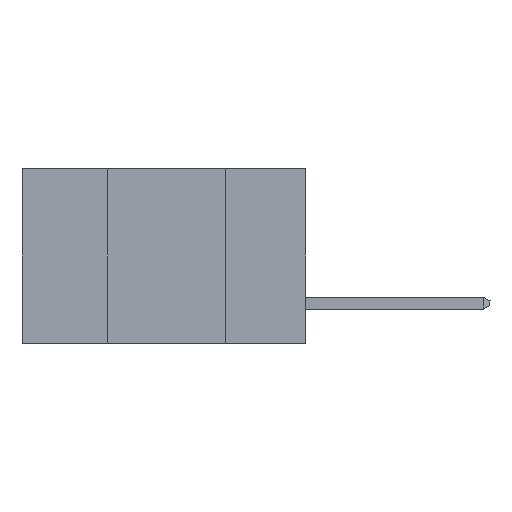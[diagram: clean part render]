
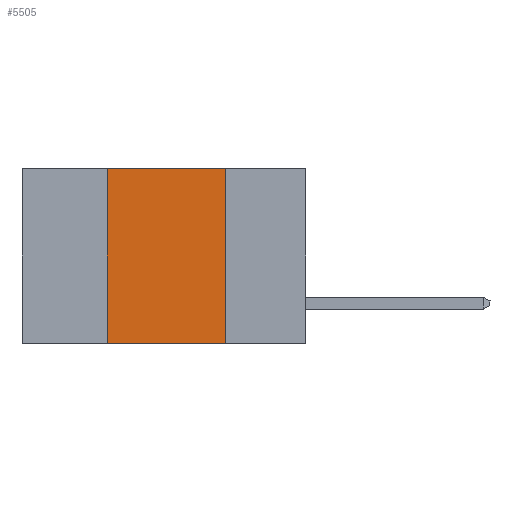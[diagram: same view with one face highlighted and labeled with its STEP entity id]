
A CAD part, left-side view. The second image highlights one B-rep face of the part: STEP entity #5505.
In plain terms, the highlighted planar face has unit normal (-1, 0, 0).
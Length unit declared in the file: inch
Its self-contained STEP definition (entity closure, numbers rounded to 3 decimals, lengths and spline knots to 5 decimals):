
#130 = CARTESIAN_POINT ( 'NONE',  ( 0., 0.17, -0.37 ) ) ;
#239 = LINE ( 'NONE', #8417, #11671 ) ;
#274 = LINE ( 'NONE', #13558, #5562 ) ;
#334 = DIRECTION ( 'NONE',  ( 0., 0., -1. ) ) ;
#907 = VECTOR ( 'NONE', #11284, 39.37008 ) ;
#982 = ORIENTED_EDGE ( 'NONE', *, *, #7818, .T. ) ;
#1481 = CARTESIAN_POINT ( 'NONE',  ( 0., 0.6, -0.37 ) ) ;
#1889 = CARTESIAN_POINT ( 'NONE',  ( 0., 0.42, 0. ) ) ;
#2276 = LINE ( 'NONE', #1481, #907 ) ;
#2833 = FACE_OUTER_BOUND ( 'NONE', #6793, .T. ) ;
#3186 = EDGE_CURVE ( 'NONE', #5728, #11370, #13850, .T. ) ;
#4987 = CARTESIAN_POINT ( 'NONE',  ( 0., 0.17, 0. ) ) ;
#5297 = ORIENTED_EDGE ( 'NONE', *, *, #3186, .F. ) ;
#5505 = ADVANCED_FACE ( 'NONE', ( #2833 ), #12590, .F. ) ;
#5562 = VECTOR ( 'NONE', #334, 39.37008 ) ;
#5728 = VERTEX_POINT ( 'NONE', #12992 ) ;
#6230 = EDGE_CURVE ( 'NONE', #10233, #13790, #274, .T. ) ;
#6356 = DIRECTION ( 'NONE',  ( 1., 0., 0. ) ) ;
#6673 = VECTOR ( 'NONE', #10637, 39.37008 ) ;
#6793 = EDGE_LOOP ( 'NONE', ( #8401, #9860, #5297, #982 ) ) ;
#7130 = CARTESIAN_POINT ( 'NONE',  ( 0., 0.6, 0. ) ) ;
#7430 = DIRECTION ( 'NONE',  ( 0., 0., -1. ) ) ;
#7818 = EDGE_CURVE ( 'NONE', #5728, #13790, #2276, .T. ) ;
#8401 = ORIENTED_EDGE ( 'NONE', *, *, #6230, .F. ) ;
#8417 = CARTESIAN_POINT ( 'NONE',  ( 0., 0.6, 0. ) ) ;
#8523 = CARTESIAN_POINT ( 'NONE',  ( 0., 0.42, 0. ) ) ;
#9860 = ORIENTED_EDGE ( 'NONE', *, *, #12161, .F. ) ;
#10233 = VERTEX_POINT ( 'NONE', #4987 ) ;
#10289 = AXIS2_PLACEMENT_3D ( 'NONE', #7130, #6356, #7430 ) ;
#10428 = DIRECTION ( 'NONE',  ( 0., -1., 0. ) ) ;
#10637 = DIRECTION ( 'NONE',  ( 0., 0., 1. ) ) ;
#11284 = DIRECTION ( 'NONE',  ( 0., -1., 0. ) ) ;
#11370 = VERTEX_POINT ( 'NONE', #8523 ) ;
#11671 = VECTOR ( 'NONE', #10428, 39.37008 ) ;
#12161 = EDGE_CURVE ( 'NONE', #11370, #10233, #239, .T. ) ;
#12590 = PLANE ( 'NONE',  #10289 ) ;
#12992 = CARTESIAN_POINT ( 'NONE',  ( 0., 0.42, -0.37 ) ) ;
#13558 = CARTESIAN_POINT ( 'NONE',  ( 0., 0.17, 0. ) ) ;
#13790 = VERTEX_POINT ( 'NONE', #130 ) ;
#13850 = LINE ( 'NONE', #1889, #6673 ) ;
